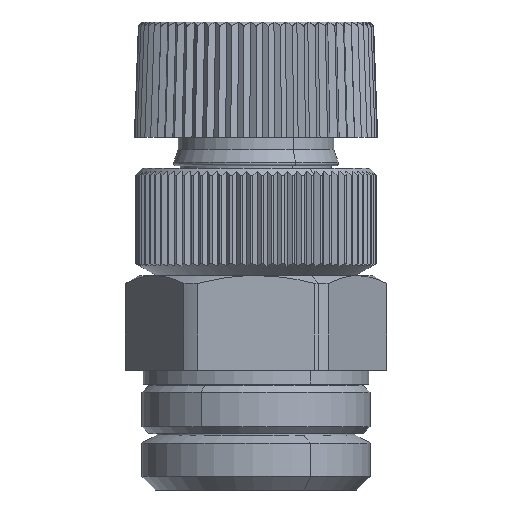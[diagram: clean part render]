
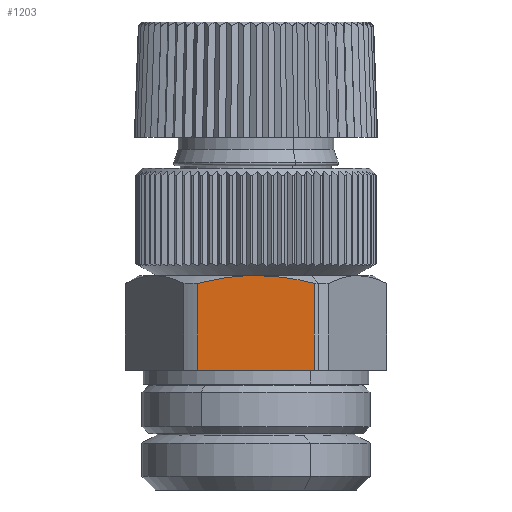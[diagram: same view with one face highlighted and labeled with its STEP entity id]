
A CAD part, front view. The second image highlights one B-rep face of the part: STEP entity #1203.
In plain terms, the highlighted planar face has unit normal (0, -1, 0).
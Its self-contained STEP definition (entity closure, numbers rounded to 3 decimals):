
#427=CARTESIAN_POINT('Vertex',(-4.243,-8.5,15.023)) ;
#441=CARTESIAN_POINT('Vertex',(-4.243,-8.5,8.7)) ;
#444=CARTESIAN_POINT('Line Origine',(-4.243,-8.5,11.861)) ;
#460=CARTESIAN_POINT('Vertex',(4.243,-8.5,8.7)) ;
#476=CARTESIAN_POINT('Vertex',(4.243,-8.5,15.023)) ;
#479=CARTESIAN_POINT('Line Origine',(4.243,-8.5,11.861)) ;
#507=CARTESIAN_POINT('Vertex',(0.,-8.5,15.6)) ;
#511=CARTESIAN_POINT('Control Point',(0.,-8.5,15.6)) ;
#512=CARTESIAN_POINT('Control Point',(1.053,-8.5,15.6)) ;
#513=CARTESIAN_POINT('Control Point',(2.105,-8.5,15.5)) ;
#514=CARTESIAN_POINT('Control Point',(3.172,-8.5,15.299)) ;
#515=CARTESIAN_POINT('Control Point',(4.243,-8.5,15.023)) ;
#525=CARTESIAN_POINT('Control Point',(-4.243,-8.5,15.023)) ;
#526=CARTESIAN_POINT('Control Point',(-3.172,-8.5,15.299)) ;
#527=CARTESIAN_POINT('Control Point',(-2.105,-8.5,15.5)) ;
#528=CARTESIAN_POINT('Control Point',(-1.053,-8.5,15.6)) ;
#529=CARTESIAN_POINT('Control Point',(0.,-8.5,15.6)) ;
#961=CARTESIAN_POINT('Line Origine',(0.,-8.5,8.7)) ;
#1191=CARTESIAN_POINT('Axis2P3D Location',(-10.199,-8.5,15.6)) ;
#445=DIRECTION('Vector Direction',(0.,0.,1.)) ;
#480=DIRECTION('Vector Direction',(0.,0.,1.)) ;
#962=DIRECTION('Vector Direction',(1.,0.,0.)) ;
#1192=DIRECTION('Axis2P3D Direction',(0.,1.,0.)) ;
#1193=DIRECTION('Axis2P3D XDirection',(1.,0.,0.)) ;
#1194=AXIS2_PLACEMENT_3D('Plane Axis2P3D',#1191,#1192,#1193) ;
#1197=ORIENTED_EDGE('',*,*,#530,.F.) ;
#1198=ORIENTED_EDGE('',*,*,#448,.F.) ;
#1199=ORIENTED_EDGE('',*,*,#965,.T.) ;
#1200=ORIENTED_EDGE('',*,*,#483,.T.) ;
#1201=ORIENTED_EDGE('',*,*,#516,.F.) ;
#446=VECTOR('Line Direction',#445,1.) ;
#481=VECTOR('Line Direction',#480,1.) ;
#963=VECTOR('Line Direction',#962,1.) ;
#1203=ADVANCED_FACE('PartBody',(#1202),#1195,.F.) ;
#510=B_SPLINE_CURVE_WITH_KNOTS('',4,(#511,#512,#513,#514,#515),.UNSPECIFIED.,.F.,.U.,(5,5),(6.133,12.265),.UNSPECIFIED.) ;
#524=B_SPLINE_CURVE_WITH_KNOTS('',4,(#525,#526,#527,#528,#529),.UNSPECIFIED.,.F.,.U.,(5,5),(0.,6.132),.UNSPECIFIED.) ;
#448=EDGE_CURVE('',#442,#428,#447,.T.) ;
#483=EDGE_CURVE('',#461,#477,#482,.T.) ;
#516=EDGE_CURVE('',#508,#477,#510,.T.) ;
#530=EDGE_CURVE('',#428,#508,#524,.T.) ;
#965=EDGE_CURVE('',#442,#461,#964,.T.) ;
#1196=EDGE_LOOP('',(#1197,#1198,#1199,#1200,#1201)) ;
#1202=FACE_OUTER_BOUND('',#1196,.T.) ;
#447=LINE('Line',#444,#446) ;
#482=LINE('Line',#479,#481) ;
#964=LINE('Line',#961,#963) ;
#1195=PLANE('',#1194) ;
#428=VERTEX_POINT('',#427) ;
#442=VERTEX_POINT('',#441) ;
#461=VERTEX_POINT('',#460) ;
#477=VERTEX_POINT('',#476) ;
#508=VERTEX_POINT('',#507) ;
